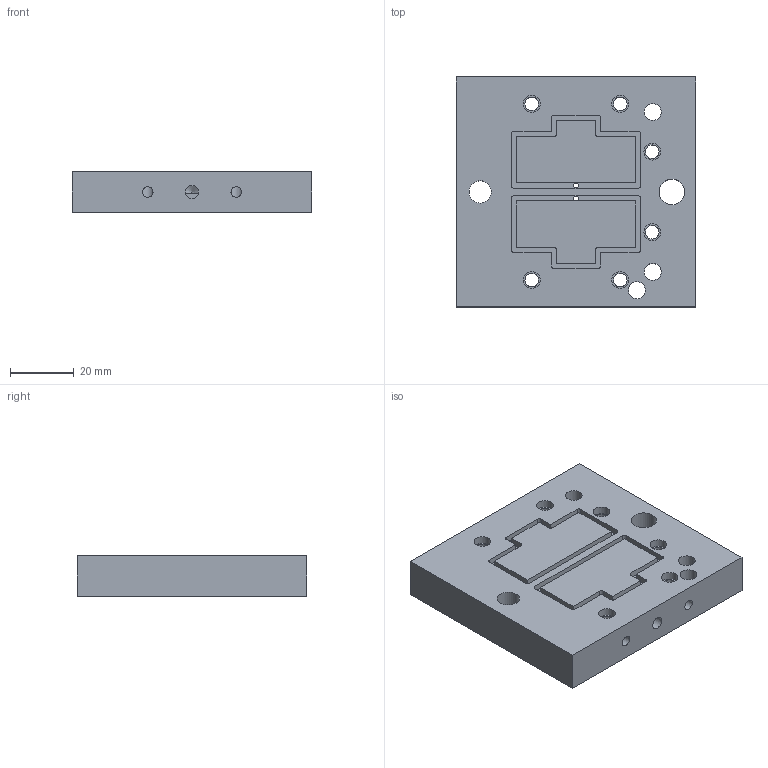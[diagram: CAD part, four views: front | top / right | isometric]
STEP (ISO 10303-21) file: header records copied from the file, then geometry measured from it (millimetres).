
FILE_DESCRIPTION(/* description */ (''),/* implementation_level */ '2;1');
FILE_NAME(/* name */ 'F10161944--_1-FIXTURE_ CMS2 ETL_ 16X16 COVERPLATE ALIGNMENT FIXTURE.stp',/* time_stamp */ '2021-09-03T12:58:25-05:00',/* author */ (''),/* organization */ (''),/* preprocessor_version */ 'ST-DEVELOPER v16',/* originating_system */ 'SIEMENS PLM Software NX 11.0',/* authorisation */ '');
FILE_SCHEMA (('AUTOMOTIVE_DESIGN { 1 0 10303 214 3 1 1 1 }'));
Length unit declared in the file: millimetre
Products named in the file (1): F10161944--_1-FIXTURE_ CMS2 ETL_ 16X16 COVERPLATE ALIGNMENT FIXTURE
Bounding box: 75 x 72 x 12.7 mm (x, y, z)
Volume: 61663.3 mm3; surface area: 18463.3 mm2
Topology: 1 solids, 1 shells, 109 faces, 302 edges, 205 vertices
Faces by surface type: plane 58, cylinder 50, cone 1
Full cylindrical faces by diameter (mm): 1.587 x2, 3.3 x6, 4.039 x1, 4.25 x6, 5.25 x9, 6.975 x1, 7.975 x1
Entity records: 4533 total; most frequent: CARTESIAN_POINT 980, DIRECTION 569, ORIENTED_EDGE 522, EDGE_CURVE 261, AXIS2_PLACEMENT_3D 205, VERTEX_POINT 192, EDGE_LOOP 186, LINE 159
